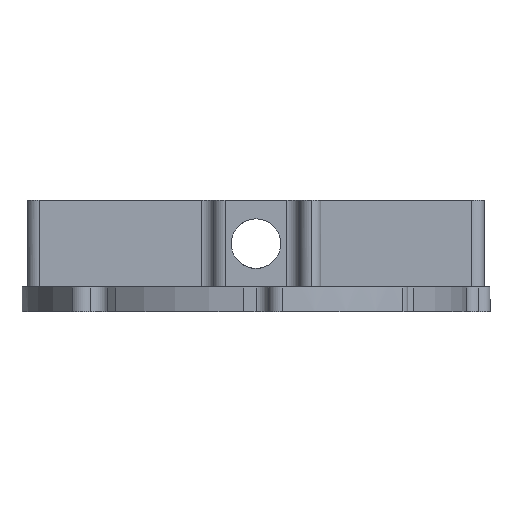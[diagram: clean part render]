
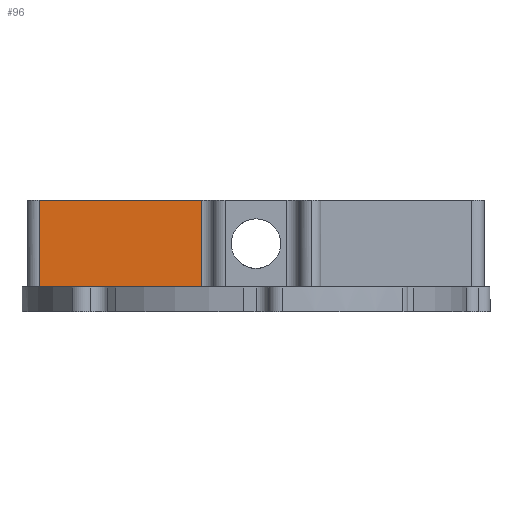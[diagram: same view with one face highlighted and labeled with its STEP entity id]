
A CAD part, front view. The second image highlights one B-rep face of the part: STEP entity #96.
In plain terms, the highlighted planar face has unit normal (0, -1, 0).
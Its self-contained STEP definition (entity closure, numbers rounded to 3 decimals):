
#96=ADVANCED_FACE('',(#475),#477,.T.);
#475=FACE_BOUND('',#476,.T.);
#476=EDGE_LOOP('',(#1049,#1050,#1051,#1052));
#477=PLANE('',#478);
#478=AXIS2_PLACEMENT_3D('',#479,#480,#481);
#479=CARTESIAN_POINT('',(-18.27,-5.226,2.));
#480=DIRECTION('',(0.,-1.,0.));
#481=DIRECTION('',(1.,0.,0.));
#1049=ORIENTED_EDGE('',*,*,#1419,.F.);
#1050=ORIENTED_EDGE('',*,*,#1421,.F.);
#1051=ORIENTED_EDGE('',*,*,#1422,.F.);
#1052=ORIENTED_EDGE('',*,*,#1295,.T.);
#1295=EDGE_CURVE('',#1591,#1589,#1592,.T.);
#1419=EDGE_CURVE('',#1786,#1589,#1787,.T.);
#1421=EDGE_CURVE('',#1789,#1786,#1790,.T.);
#1422=EDGE_CURVE('',#1591,#1789,#1791,.T.);
#1589=VERTEX_POINT('',#2142);
#1591=VERTEX_POINT('',#2147);
#1592=LINE('',#2148,#2149);
#1786=VERTEX_POINT('',#2644);
#1787=LINE('',#2645,#2646);
#1789=VERTEX_POINT('',#2652);
#1790=LINE('',#2653,#2654);
#1791=LINE('',#2656,#2657);
#2142=CARTESIAN_POINT('',(-4.364,-5.225,2.));
#2147=CARTESIAN_POINT('',(-17.504,-5.226,2.));
#2148=CARTESIAN_POINT('',(-17.504,-5.226,2.));
#2149=VECTOR('',#2150,1.);
#2150=DIRECTION('',(1.,0.,0.));
#2644=CARTESIAN_POINT('',(-4.364,-5.225,9.));
#2645=CARTESIAN_POINT('',(-4.364,-5.225,9.));
#2646=VECTOR('',#2647,1.);
#2647=DIRECTION('',(0.,0.,-1.));
#2652=CARTESIAN_POINT('',(-17.504,-5.226,9.));
#2653=CARTESIAN_POINT('',(-17.504,-5.226,9.));
#2654=VECTOR('',#2655,1.);
#2655=DIRECTION('',(1.,0.,0.));
#2656=CARTESIAN_POINT('',(-17.504,-5.226,2.));
#2657=VECTOR('',#2658,1.);
#2658=DIRECTION('',(0.,0.,1.));
